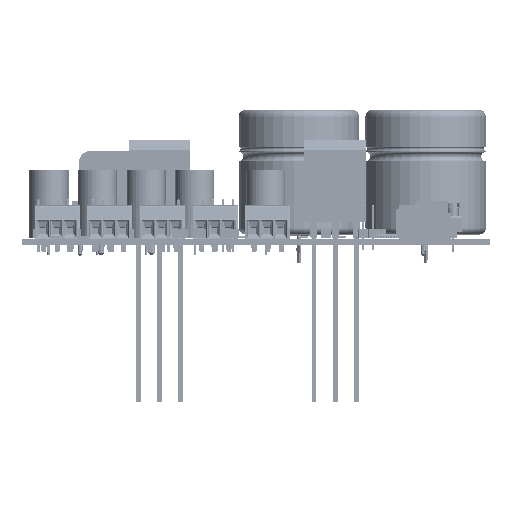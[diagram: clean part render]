
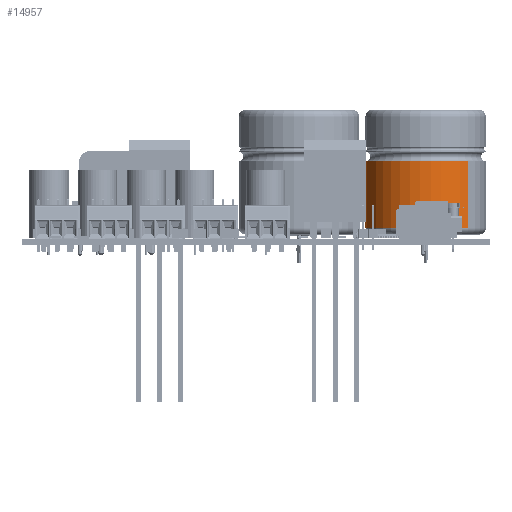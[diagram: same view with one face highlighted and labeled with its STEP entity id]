
A CAD part, left-side view. The second image highlights one B-rep face of the part: STEP entity #14957.
In plain terms, the highlighted cylindrical face has radius 15.5 mm (diameter 31 mm), a partial arc.
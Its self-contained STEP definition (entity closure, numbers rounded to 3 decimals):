
#14073 = VERTEX_POINT('',#14074);
#14074 = CARTESIAN_POINT('',(0.,13.192,15.5));
#14075 = VERTEX_POINT('',#14076);
#14076 = CARTESIAN_POINT('',(0.,13.192,-15.5));
#14116 = EDGE_CURVE('',#14075,#14073,#14117,.T.);
#14117 = CIRCLE('',#14118,15.5);
#14118 = AXIS2_PLACEMENT_3D('',#14119,#14120,#14121);
#14119 = CARTESIAN_POINT('',(0.,13.192,0.));
#14120 = DIRECTION('',(-0.,1.,0.));
#14121 = DIRECTION('',(0.,0.,1.));
#14594 = VERTEX_POINT('',#14595);
#14595 = CARTESIAN_POINT('',(0.,30.214,-15.5));
#14596 = VERTEX_POINT('',#14597);
#14597 = CARTESIAN_POINT('',(0.,30.214,15.5));
#14634 = EDGE_CURVE('',#14596,#14073,#14635,.T.);
#14635 = LINE('',#14636,#14637);
#14636 = CARTESIAN_POINT('',(0.,32.,15.5));
#14637 = VECTOR('',#14638,1.);
#14638 = DIRECTION('',(-0.,-1.,-0.));
#14641 = EDGE_CURVE('',#14594,#14075,#14642,.T.);
#14642 = LINE('',#14643,#14644);
#14643 = CARTESIAN_POINT('',(0.,32.,-15.5));
#14644 = VECTOR('',#14645,1.);
#14645 = DIRECTION('',(-0.,-1.,-0.));
#14957 = ADVANCED_FACE('',(#14958),#14970,.T.);
#14958 = FACE_BOUND('',#14959,.T.);
#14959 = EDGE_LOOP('',(#14960,#14961,#14968,#14969));
#14960 = ORIENTED_EDGE('',*,*,#14634,.F.);
#14961 = ORIENTED_EDGE('',*,*,#14962,.T.);
#14962 = EDGE_CURVE('',#14596,#14594,#14963,.T.);
#14963 = CIRCLE('',#14964,15.5);
#14964 = AXIS2_PLACEMENT_3D('',#14965,#14966,#14967);
#14965 = CARTESIAN_POINT('',(0.,30.214,0.));
#14966 = DIRECTION('',(0.,-1.,0.));
#14967 = DIRECTION('',(0.,0.,1.));
#14968 = ORIENTED_EDGE('',*,*,#14641,.T.);
#14969 = ORIENTED_EDGE('',*,*,#14116,.T.);
#14970 = CYLINDRICAL_SURFACE('',#14971,15.5);
#14971 = AXIS2_PLACEMENT_3D('',#14972,#14973,#14974);
#14972 = CARTESIAN_POINT('',(0.,32.,0.));
#14973 = DIRECTION('',(-0.,-1.,-0.));
#14974 = DIRECTION('',(0.,0.,-1.));
